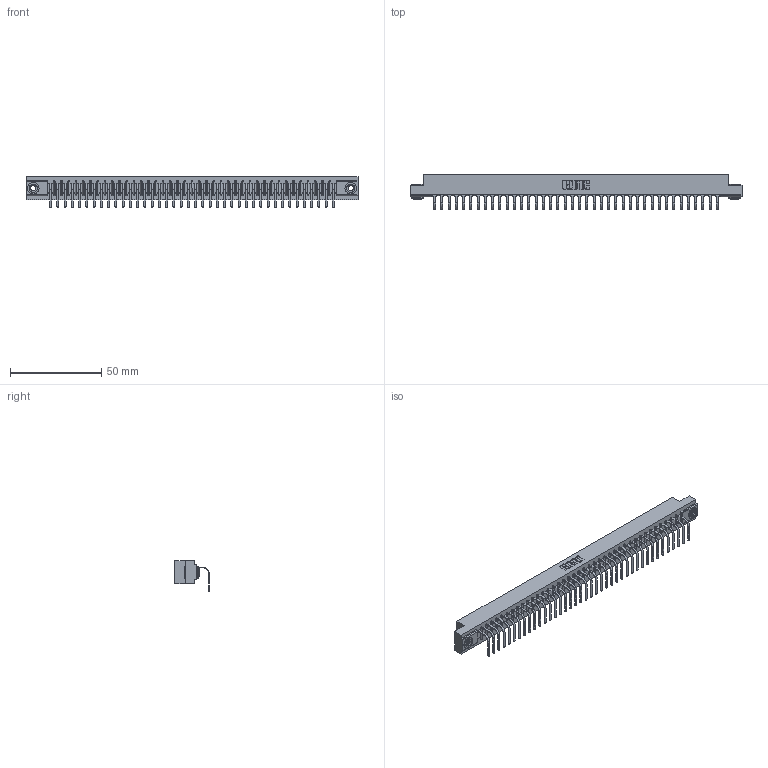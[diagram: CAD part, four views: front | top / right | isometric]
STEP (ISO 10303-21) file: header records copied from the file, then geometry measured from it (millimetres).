
FILE_DESCRIPTION (( 'STEP AP203' ), '1' );
FILE_NAME ('357-040-458-103.STEP', '2022-07-18T19:44:12', ( '' ), ( '' ), 'SwSTEP 2.0', 'SolidWorks 2020', '' );
FILE_SCHEMA (( 'CONFIG_CONTROL_DESIGN' ));
Length unit declared in the file: inch
Products named in the file (4): 357-040-458-103; 307 Part_.156 Dia Mounting Holes; 307-290-001_558 - 2 (Single); 345-250-002_345-250-002-102
Assembly tree (43 placements, depth 2):
  357-040-458-103
    307 Part_.156 Dia Mounting Holes
    307-290-001_558 - 2 (Single)  x40
    345-250-002_345-250-002-102  x2
Bounding box: 181.51 x 18.78 x 16.8 mm (x, y, z)
Volume: 18997.5 mm3; surface area: 21411.5 mm2
Topology: 43 solids, 43 shells, 2611 faces, 7395 edges, 4762 vertices
Faces by surface type: plane 1654, cylinder 867, sphere 82, cone 8
Entity records: 35707 total; most frequent: CARTESIAN_POINT 5993, ORIENTED_EDGE 5970, DIRECTION 5845, EDGE_CURVE 2985, VECTOR 2281, LINE 2281, VERTEX_POINT 1930, AXIS2_PLACEMENT_3D 1782
